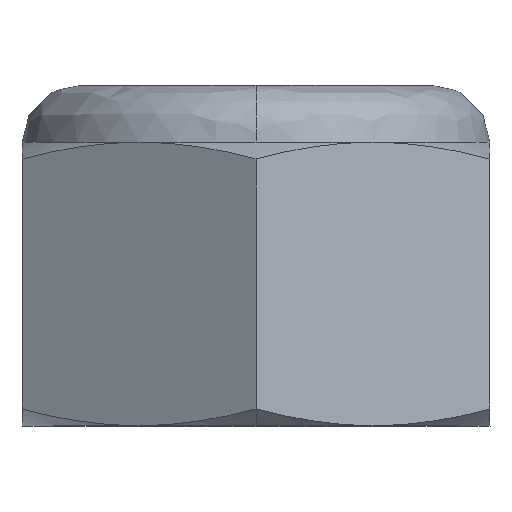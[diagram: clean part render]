
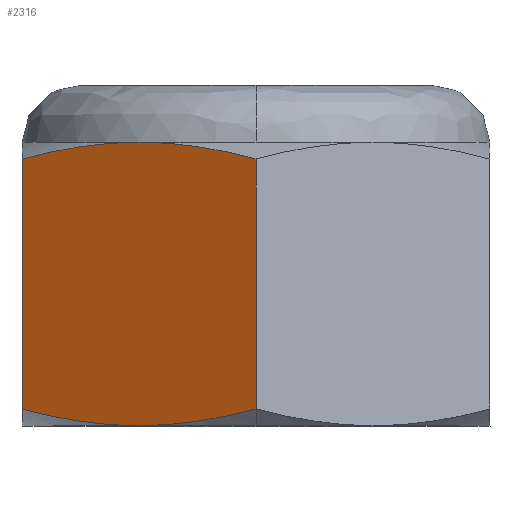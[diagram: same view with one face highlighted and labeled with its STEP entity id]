
A CAD part, top view. The second image highlights one B-rep face of the part: STEP entity #2316.
In plain terms, the highlighted planar face has unit normal (-0.5, 0, 0.866).
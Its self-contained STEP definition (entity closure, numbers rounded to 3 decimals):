
#11 = EDGE_LOOP ( 'NONE', ( #1546, #622, #1438, #355, #2249, #2290 ) ) ;
#21 = EDGE_CURVE ( 'NONE', #2368, #3029, #1399, .T. ) ;
#75 = VERTEX_POINT ( 'NONE', #854 ) ;
#93 = VERTEX_POINT ( 'NONE', #1107 ) ;
#110 = EDGE_CURVE ( 'NONE', #93, #2368, #2485, .T. ) ;
#310 = CARTESIAN_POINT ( 'NONE',  ( -2.298, 0.077, 1.849 ) ) ;
#325 = LINE ( 'NONE', #2136, #808 ) ;
#328 = EDGE_CURVE ( 'NONE', #75, #1243, #325, .T. ) ;
#355 = ORIENTED_EDGE ( 'NONE', *, *, #403, .F. ) ;
#359 = DIRECTION ( 'NONE',  ( 0., -1., 0. ) ) ;
#403 = EDGE_CURVE ( 'NONE', #3029, #1243, #1143, .T. ) ;
#524 = CARTESIAN_POINT ( 'NONE',  ( -2.75, 3.135, 1.588 ) ) ;
#615 = FACE_OUTER_BOUND ( 'NONE', #11, .T. ) ;
#622 = ORIENTED_EDGE ( 'NONE', *, *, #3351, .F. ) ;
#682 = CARTESIAN_POINT ( 'NONE',  ( 0., 3.135, 3.175 ) ) ;
#808 = VECTOR ( 'NONE', #1061, 1000. ) ;
#854 = CARTESIAN_POINT ( 'NONE',  ( -2.75, 3.135, 1.588 ) ) ;
#918 = EDGE_CURVE ( 'NONE', #3308, #93, #1938, .T. ) ;
#925 = AXIS2_PLACEMENT_3D ( 'NONE', #3175, #1888, #1879 ) ;
#1047 = CARTESIAN_POINT ( 'NONE',  ( -2.75, 0.198, 1.588 ) ) ;
#1061 = DIRECTION ( 'NONE',  ( 0., -1., 0. ) ) ;
#1105 = CARTESIAN_POINT ( 'NONE',  ( 0., 0.198, 3.175 ) ) ;
#1107 = CARTESIAN_POINT ( 'NONE',  ( 0., 3.135, 3.175 ) ) ;
#1143 = B_SPLINE_CURVE_WITH_KNOTS ( 'NONE', 3,
 ( #1318, #2121, #310, #1047 ),
 .UNSPECIFIED., .F., .F.,
 ( 4, 4 ),
 ( 0., 0.002 ),
 .UNSPECIFIED. ) ;
#1243 = VERTEX_POINT ( 'NONE', #2213 ) ;
#1318 = CARTESIAN_POINT ( 'NONE',  ( -1.375, 0., 2.382 ) ) ;
#1363 = CARTESIAN_POINT ( 'NONE',  ( 0., 0.198, 3.175 ) ) ;
#1399 = B_SPLINE_CURVE_WITH_KNOTS ( 'NONE', 3,
 ( #1363, #2178, #2431, #2465 ),
 .UNSPECIFIED., .F., .F.,
 ( 4, 4 ),
 ( 0., 0.002 ),
 .UNSPECIFIED. ) ;
#1438 = ORIENTED_EDGE ( 'NONE', *, *, #328, .T. ) ;
#1481 = CARTESIAN_POINT ( 'NONE',  ( -1.375, 3.333, 2.382 ) ) ;
#1494 = CARTESIAN_POINT ( 'NONE',  ( -0.452, 3.257, 2.914 ) ) ;
#1546 = ORIENTED_EDGE ( 'NONE', *, *, #918, .F. ) ;
#1551 = CARTESIAN_POINT ( 'NONE',  ( -2.298, 3.257, 1.849 ) ) ;
#1772 = VECTOR ( 'NONE', #359, 1000. ) ;
#1815 = CARTESIAN_POINT ( 'NONE',  ( -1.375, 3.333, 2.382 ) ) ;
#1879 = DIRECTION ( 'NONE',  ( -0.866, 0., -0.5 ) ) ;
#1888 = DIRECTION ( 'NONE',  ( 0.5, 0., -0.866 ) ) ;
#1921 = CARTESIAN_POINT ( 'NONE',  ( 0., 4., 3.175 ) ) ;
#1938 = B_SPLINE_CURVE_WITH_KNOTS ( 'NONE', 3,
 ( #1481, #2260, #1494, #682 ),
 .UNSPECIFIED., .F., .F.,
 ( 4, 4 ),
 ( 0., 0.002 ),
 .UNSPECIFIED. ) ;
#2121 = CARTESIAN_POINT ( 'NONE',  ( -1.84, 0., 2.113 ) ) ;
#2136 = CARTESIAN_POINT ( 'NONE',  ( -2.75, 4., 1.588 ) ) ;
#2178 = CARTESIAN_POINT ( 'NONE',  ( -0.452, 0.077, 2.914 ) ) ;
#2213 = CARTESIAN_POINT ( 'NONE',  ( -2.75, 0.198, 1.588 ) ) ;
#2249 = ORIENTED_EDGE ( 'NONE', *, *, #21, .F. ) ;
#2260 = CARTESIAN_POINT ( 'NONE',  ( -0.91, 3.333, 2.65 ) ) ;
#2264 = CARTESIAN_POINT ( 'NONE',  ( -1.375, 3.333, 2.382 ) ) ;
#2290 = ORIENTED_EDGE ( 'NONE', *, *, #110, .F. ) ;
#2316 = ADVANCED_FACE ( 'NONE', ( #615 ), #2925, .F. ) ;
#2368 = VERTEX_POINT ( 'NONE', #1105 ) ;
#2431 = CARTESIAN_POINT ( 'NONE',  ( -0.91, 0., 2.65 ) ) ;
#2465 = CARTESIAN_POINT ( 'NONE',  ( -1.375, 0., 2.382 ) ) ;
#2485 = LINE ( 'NONE', #1921, #1772 ) ;
#2594 = CARTESIAN_POINT ( 'NONE',  ( -1.375, 0., 2.382 ) ) ;
#2626 = CARTESIAN_POINT ( 'NONE',  ( -1.84, 3.333, 2.113 ) ) ;
#2925 = PLANE ( 'NONE',  #925 ) ;
#2967 = B_SPLINE_CURVE_WITH_KNOTS ( 'NONE', 3,
 ( #524, #1551, #2626, #1815 ),
 .UNSPECIFIED., .F., .F.,
 ( 4, 4 ),
 ( 0., 0.002 ),
 .UNSPECIFIED. ) ;
#3029 = VERTEX_POINT ( 'NONE', #2594 ) ;
#3175 = CARTESIAN_POINT ( 'NONE',  ( -2.75, 4., 1.588 ) ) ;
#3308 = VERTEX_POINT ( 'NONE', #2264 ) ;
#3351 = EDGE_CURVE ( 'NONE', #75, #3308, #2967, .T. ) ;
